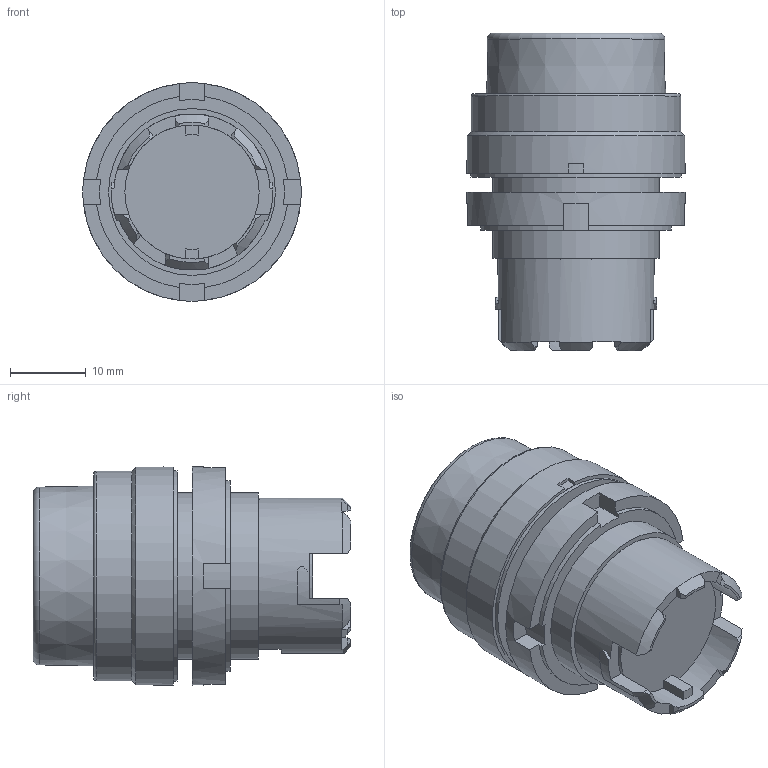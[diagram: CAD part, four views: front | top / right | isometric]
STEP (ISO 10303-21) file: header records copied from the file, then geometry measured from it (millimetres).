
FILE_DESCRIPTION( ( 'Unknown' ), '1' );
FILE_NAME( 'A20L-M2Ex-Solid3D-20180706.stp', 'Unknown', ( 'Unknown' ), ( 'Unknown' ), 'XStep 1.0', 'Unknown', ' ' );
FILE_SCHEMA( ( 'automotive_design' ) );
Length unit declared in the file: millimetre
Products named in the file (1): 5
Bounding box: 28.8 x 41.9 x 28.8 mm (x, y, z)
Surface area: 5222 mm2 (no closed solid volume)
Topology: 0 solids, 1 shells, 125 faces, 348 edges, 231 vertices
Faces by surface type: plane 87, cylinder 26, cone 9, torus 3
Full cylindrical faces by diameter (mm): 22 x2, 24 x1, 27.6 x1, 27.8 x1, 28.8 x1
Entity records: 4933 total; most frequent: CARTESIAN_POINT 753, DIRECTION 677, ORIENTED_EDGE 650, EDGE_CURVE 325, AXIS2_PLACEMENT_3D 253, VERTEX_POINT 221, LINE 171, VECTOR 171
